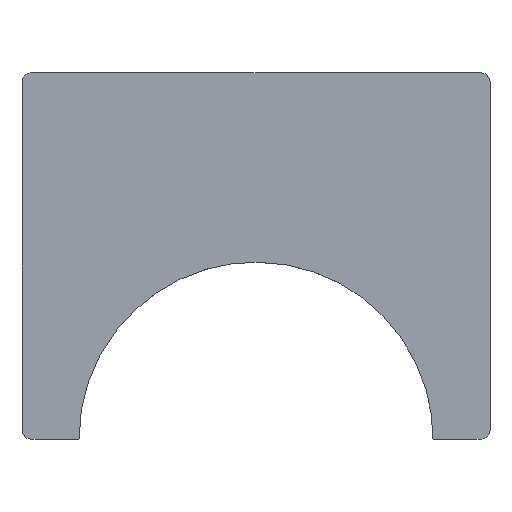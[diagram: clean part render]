
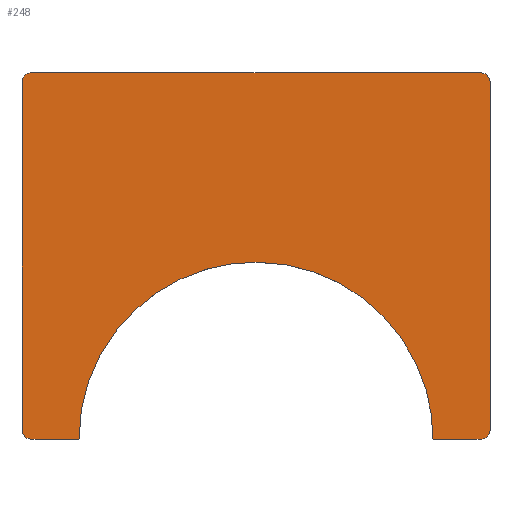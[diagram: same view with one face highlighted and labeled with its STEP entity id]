
A CAD part, top view. The second image highlights one B-rep face of the part: STEP entity #248.
In plain terms, the highlighted planar face has unit normal (0, 0, 1).
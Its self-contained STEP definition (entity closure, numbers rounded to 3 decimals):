
#15 = FACE_OUTER_BOUND ( 'NONE', #19, .T. ) ;
#19 = EDGE_LOOP ( 'NONE', ( #319, #306, #507, #457, #210, #112, #602, #217, #123, #598, #75 ) ) ;
#23 = VERTEX_POINT ( 'NONE', #622 ) ;
#26 = AXIS2_PLACEMENT_3D ( 'NONE', #409, #333, #485 ) ;
#34 = CARTESIAN_POINT ( 'NONE',  ( -36.444, 74.872, 1.524 ) ) ;
#36 = CARTESIAN_POINT ( 'NONE',  ( -27.902, 134.562, 1.524 ) ) ;
#42 = CARTESIAN_POINT ( 'NONE',  ( -28.793, 74.872, 1.524 ) ) ;
#65 = VERTEX_POINT ( 'NONE', #324 ) ;
#75 = ORIENTED_EDGE ( 'NONE', *, *, #534, .T. ) ;
#87 = VECTOR ( 'NONE', #590, 1000. ) ;
#88 = CARTESIAN_POINT ( 'NONE',  ( -101.752, 134.562, 1.524 ) ) ;
#90 = CARTESIAN_POINT ( 'NONE',  ( -27.173, 75.544, 1.524 ) ) ;
#100 = EDGE_CURVE ( 'NONE', #23, #65, #129, .T. ) ;
#104 = DIRECTION ( 'NONE',  ( 1., 0., 0. ) ) ;
#109 = EDGE_CURVE ( 'NONE', #125, #520, #486, .T. ) ;
#111 = VERTEX_POINT ( 'NONE', #276 ) ;
#112 = ORIENTED_EDGE ( 'NONE', *, *, #109, .T. ) ;
#123 = ORIENTED_EDGE ( 'NONE', *, *, #100, .T. ) ;
#125 = VERTEX_POINT ( 'NONE', #188 ) ;
#129 = LINE ( 'NONE', #618, #301 ) ;
#130 = EDGE_CURVE ( 'NONE', #174, #125, #193, .T. ) ;
#139 = CARTESIAN_POINT ( 'NONE',  ( -65.272, 103.701, 1.524 ) ) ;
#154 = CARTESIAN_POINT ( 'NONE',  ( -102.643, 74.872, 1.524 ) ) ;
#157 = CARTESIAN_POINT ( 'NONE',  ( -103.373, 75.544, 1.524 ) ) ;
#167 = EDGE_CURVE ( 'NONE', #327, #355, #219, .T. ) ;
#174 = VERTEX_POINT ( 'NONE', #428 ) ;
#182 = CARTESIAN_POINT ( 'NONE',  ( -65.272, 103.701, 1.524 ) ) ;
#183 = CARTESIAN_POINT ( 'NONE',  ( -94.102, 74.872, 1.524 ) ) ;
#188 = CARTESIAN_POINT ( 'NONE',  ( -65.272, 103.701, 1.524 ) ) ;
#193 = B_SPLINE_CURVE_WITH_KNOTS ( 'NONE', 3,
 ( #183, #579, #330, #139 ),
 .UNSPECIFIED., .F., .F.,
 ( 4, 4 ),
 ( 0.5, 0.583 ),
 .UNSPECIFIED. ) ;
#196 = EDGE_CURVE ( 'NONE', #361, #359, #482, .T. ) ;
#198 = CARTESIAN_POINT ( 'NONE',  ( -36.444, 74.872, 1.524 ) ) ;
#199 = CARTESIAN_POINT ( 'NONE',  ( -103.373, 76.365, 1.524 ) ) ;
#210 = ORIENTED_EDGE ( 'NONE', *, *, #130, .T. ) ;
#211 = PLANE ( 'NONE',  #26 ) ;
#217 = ORIENTED_EDGE ( 'NONE', *, *, #288, .T. ) ;
#219 = B_SPLINE_CURVE_WITH_KNOTS ( 'NONE', 3,
 ( #88, #290, #477, #230 ),
 .UNSPECIFIED., .F., .F.,
 ( 4, 4 ),
 ( 0.833, 1. ),
 .UNSPECIFIED. ) ;
#230 = CARTESIAN_POINT ( 'NONE',  ( -103.373, 133.07, 1.524 ) ) ;
#232 = CARTESIAN_POINT ( 'NONE',  ( -28.793, 134.562, 1.524 ) ) ;
#236 = DIRECTION ( 'NONE',  ( 0., -1., 0. ) ) ;
#248 = ADVANCED_FACE ( 'NONE', ( #15 ), #211, .T. ) ;
#252 = CARTESIAN_POINT ( 'NONE',  ( -101.752, 74.872, 1.524 ) ) ;
#276 = CARTESIAN_POINT ( 'NONE',  ( -28.793, 134.562, 1.524 ) ) ;
#278 = B_SPLINE_CURVE_WITH_KNOTS ( 'NONE', 3,
 ( #525, #287, #36, #232 ),
 .UNSPECIFIED., .F., .F.,
 ( 4, 4 ),
 ( 0.083, 0.167 ),
 .UNSPECIFIED. ) ;
#287 = CARTESIAN_POINT ( 'NONE',  ( -27.173, 133.891, 1.524 ) ) ;
#288 = EDGE_CURVE ( 'NONE', #514, #23, #587, .T. ) ;
#290 = CARTESIAN_POINT ( 'NONE',  ( -102.643, 134.562, 1.524 ) ) ;
#301 = VECTOR ( 'NONE', #373, 1000. ) ;
#306 = ORIENTED_EDGE ( 'NONE', *, *, #603, .T. ) ;
#308 = EDGE_CURVE ( 'NONE', #65, #111, #278, .T. ) ;
#313 = EDGE_CURVE ( 'NONE', #359, #174, #530, .T. ) ;
#319 = ORIENTED_EDGE ( 'NONE', *, *, #167, .T. ) ;
#324 = CARTESIAN_POINT ( 'NONE',  ( -27.173, 133.07, 1.524 ) ) ;
#327 = VERTEX_POINT ( 'NONE', #342 ) ;
#330 = CARTESIAN_POINT ( 'NONE',  ( -81.192, 103.701, 1.524 ) ) ;
#332 = CARTESIAN_POINT ( 'NONE',  ( -103.373, 76.365, 1.524 ) ) ;
#333 = DIRECTION ( 'NONE',  ( 0., 0., 1. ) ) ;
#341 = LINE ( 'NONE', #347, #366 ) ;
#342 = CARTESIAN_POINT ( 'NONE',  ( -101.752, 134.562, 1.524 ) ) ;
#347 = CARTESIAN_POINT ( 'NONE',  ( -101.752, 134.562, 1.524 ) ) ;
#355 = VERTEX_POINT ( 'NONE', #585 ) ;
#359 = VERTEX_POINT ( 'NONE', #252 ) ;
#361 = VERTEX_POINT ( 'NONE', #199 ) ;
#366 = VECTOR ( 'NONE', #541, 1000. ) ;
#373 = DIRECTION ( 'NONE',  ( 0., 1., 0. ) ) ;
#377 = CARTESIAN_POINT ( 'NONE',  ( -27.173, 76.365, 1.524 ) ) ;
#379 = CARTESIAN_POINT ( 'NONE',  ( -36.444, 90.791, 1.524 ) ) ;
#381 = EDGE_CURVE ( 'NONE', #520, #514, #501, .T. ) ;
#389 = VECTOR ( 'NONE', #104, 1000. ) ;
#402 = CARTESIAN_POINT ( 'NONE',  ( -94.102, 74.872, 1.524 ) ) ;
#409 = CARTESIAN_POINT ( 'NONE',  ( -102.896, 134.124, 1.524 ) ) ;
#421 = VECTOR ( 'NONE', #236, 1000. ) ;
#428 = CARTESIAN_POINT ( 'NONE',  ( -94.102, 74.872, 1.524 ) ) ;
#453 = CARTESIAN_POINT ( 'NONE',  ( -101.752, 74.872, 1.524 ) ) ;
#457 = ORIENTED_EDGE ( 'NONE', *, *, #313, .T. ) ;
#476 = CARTESIAN_POINT ( 'NONE',  ( -49.353, 103.701, 1.524 ) ) ;
#477 = CARTESIAN_POINT ( 'NONE',  ( -103.373, 133.891, 1.524 ) ) ;
#479 = CARTESIAN_POINT ( 'NONE',  ( -27.902, 74.872, 1.524 ) ) ;
#482 = B_SPLINE_CURVE_WITH_KNOTS ( 'NONE', 3,
 ( #597, #157, #154, #453 ),
 .UNSPECIFIED., .F., .F.,
 ( 4, 4 ),
 ( 0.667, 0.75 ),
 .UNSPECIFIED. ) ;
#485 = DIRECTION ( 'NONE',  ( 1., 0., 0. ) ) ;
#486 = B_SPLINE_CURVE_WITH_KNOTS ( 'NONE', 3,
 ( #182, #476, #379, #34 ),
 .UNSPECIFIED., .F., .F.,
 ( 4, 4 ),
 ( 0.417, 0.5 ),
 .UNSPECIFIED. ) ;
#494 = CARTESIAN_POINT ( 'NONE',  ( -28.793, 74.872, 1.524 ) ) ;
#497 = CARTESIAN_POINT ( 'NONE',  ( -28.793, 74.872, 1.524 ) ) ;
#501 = LINE ( 'NONE', #494, #87 ) ;
#507 = ORIENTED_EDGE ( 'NONE', *, *, #196, .T. ) ;
#514 = VERTEX_POINT ( 'NONE', #497 ) ;
#520 = VERTEX_POINT ( 'NONE', #198 ) ;
#525 = CARTESIAN_POINT ( 'NONE',  ( -27.173, 133.07, 1.524 ) ) ;
#530 = LINE ( 'NONE', #402, #389 ) ;
#534 = EDGE_CURVE ( 'NONE', #111, #327, #341, .T. ) ;
#541 = DIRECTION ( 'NONE',  ( -1., 0., 0. ) ) ;
#579 = CARTESIAN_POINT ( 'NONE',  ( -94.102, 90.791, 1.524 ) ) ;
#581 = LINE ( 'NONE', #332, #421 ) ;
#585 = CARTESIAN_POINT ( 'NONE',  ( -103.373, 133.07, 1.524 ) ) ;
#587 = B_SPLINE_CURVE_WITH_KNOTS ( 'NONE', 3,
 ( #42, #479, #90, #377 ),
 .UNSPECIFIED., .F., .F.,
 ( 4, 4 ),
 ( 0.25, 0.333 ),
 .UNSPECIFIED. ) ;
#590 = DIRECTION ( 'NONE',  ( 1., 0., 0. ) ) ;
#597 = CARTESIAN_POINT ( 'NONE',  ( -103.373, 76.365, 1.524 ) ) ;
#598 = ORIENTED_EDGE ( 'NONE', *, *, #308, .T. ) ;
#602 = ORIENTED_EDGE ( 'NONE', *, *, #381, .T. ) ;
#603 = EDGE_CURVE ( 'NONE', #355, #361, #581, .T. ) ;
#618 = CARTESIAN_POINT ( 'NONE',  ( -27.173, 133.07, 1.524 ) ) ;
#622 = CARTESIAN_POINT ( 'NONE',  ( -27.173, 76.365, 1.524 ) ) ;
